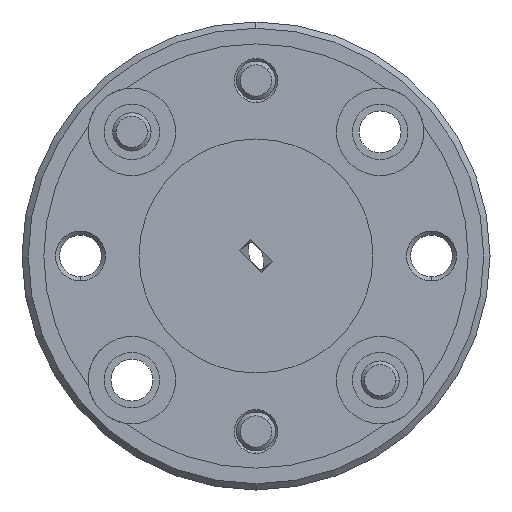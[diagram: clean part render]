
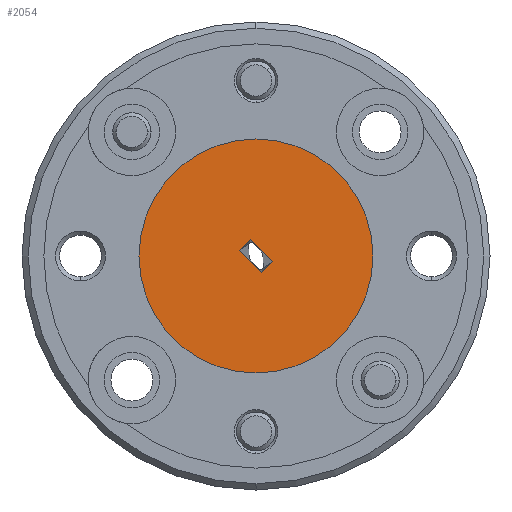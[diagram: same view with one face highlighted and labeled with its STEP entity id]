
A CAD part, left-side view. The second image highlights one B-rep face of the part: STEP entity #2054.
In plain terms, the highlighted planar face has unit normal (-1, 0, 0).
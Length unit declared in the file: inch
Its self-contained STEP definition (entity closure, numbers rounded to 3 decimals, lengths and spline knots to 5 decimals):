
#26 = LINE ( 'NONE', #2300, #314 ) ;
#107 = CARTESIAN_POINT ( 'NONE',  ( 3., 0.02705, 0.00902 ) ) ;
#124 = VERTEX_POINT ( 'NONE', #952 ) ;
#145 = PLANE ( 'NONE',  #2680 ) ;
#224 = VERTEX_POINT ( 'NONE', #2764 ) ;
#314 = VECTOR ( 'NONE', #3736, 39.37008 ) ;
#364 = LINE ( 'NONE', #3370, #3678 ) ;
#387 = ORIENTED_EDGE ( 'NONE', *, *, #1793, .F. ) ;
#413 = VERTEX_POINT ( 'NONE', #2489 ) ;
#590 = EDGE_LOOP ( 'NONE', ( #868, #387, #3321, #1436 ) ) ;
#601 = CIRCLE ( 'NONE', #2171, 0.1875 ) ;
#736 = LINE ( 'NONE', #1166, #2137 ) ;
#868 = ORIENTED_EDGE ( 'NONE', *, *, #3007, .F. ) ;
#893 = FACE_OUTER_BOUND ( 'NONE', #1170, .T. ) ;
#952 = CARTESIAN_POINT ( 'NONE',  ( 3., 0., 0.1875 ) ) ;
#1137 = DIRECTION ( 'NONE',  ( 0., 0.707, -0.707 ) ) ;
#1166 = CARTESIAN_POINT ( 'NONE',  ( 3., 0.00902, 0.02705 ) ) ;
#1170 = EDGE_LOOP ( 'NONE', ( #1579, #3796 ) ) ;
#1214 = EDGE_CURVE ( 'NONE', #413, #124, #601, .T. ) ;
#1436 = ORIENTED_EDGE ( 'NONE', *, *, #1920, .F. ) ;
#1579 = ORIENTED_EDGE ( 'NONE', *, *, #2743, .T. ) ;
#1581 = DIRECTION ( 'NONE',  ( 0., 1., 0. ) ) ;
#1611 = DIRECTION ( 'NONE',  ( 0., -0.707, -0.707 ) ) ;
#1699 = DIRECTION ( 'NONE',  ( 0., 0., 1. ) ) ;
#1734 = CARTESIAN_POINT ( 'NONE',  ( 3., 0., 0. ) ) ;
#1793 = EDGE_CURVE ( 'NONE', #4449, #3270, #736, .T. ) ;
#1920 = EDGE_CURVE ( 'NONE', #224, #3263, #3486, .T. ) ;
#1936 = CIRCLE ( 'NONE', #2583, 0.1875 ) ;
#2054 = ADVANCED_FACE ( 'NONE', ( #3451, #893 ), #145, .F. ) ;
#2137 = VECTOR ( 'NONE', #2229, 39.37008 ) ;
#2171 = AXIS2_PLACEMENT_3D ( 'NONE', #4738, #3219, #1699 ) ;
#2229 = DIRECTION ( 'NONE',  ( 0., 0.707, 0.707 ) ) ;
#2300 = CARTESIAN_POINT ( 'NONE',  ( 3., -0.00902, -0.02705 ) ) ;
#2321 = CARTESIAN_POINT ( 'NONE',  ( 3., 0.1875, 0. ) ) ;
#2489 = CARTESIAN_POINT ( 'NONE',  ( 3., 0., -0.1875 ) ) ;
#2531 = CARTESIAN_POINT ( 'NONE',  ( 3., 0.00902, 0.02705 ) ) ;
#2583 = AXIS2_PLACEMENT_3D ( 'NONE', #1734, #4690, #3251 ) ;
#2680 = AXIS2_PLACEMENT_3D ( 'NONE', #2321, #3805, #1581 ) ;
#2743 = EDGE_CURVE ( 'NONE', #124, #413, #1936, .T. ) ;
#2764 = CARTESIAN_POINT ( 'NONE',  ( 3., 0.02705, 0.00902 ) ) ;
#3007 = EDGE_CURVE ( 'NONE', #3270, #224, #364, .T. ) ;
#3219 = DIRECTION ( 'NONE',  ( -1., 0., 0. ) ) ;
#3251 = DIRECTION ( 'NONE',  ( 0., 0., 1. ) ) ;
#3263 = VERTEX_POINT ( 'NONE', #3308 ) ;
#3270 = VERTEX_POINT ( 'NONE', #2531 ) ;
#3308 = CARTESIAN_POINT ( 'NONE',  ( 3., -0.00902, -0.02705 ) ) ;
#3321 = ORIENTED_EDGE ( 'NONE', *, *, #4251, .F. ) ;
#3370 = CARTESIAN_POINT ( 'NONE',  ( 3., 0.02705, 0.00902 ) ) ;
#3451 = FACE_BOUND ( 'NONE', #590, .T. ) ;
#3486 = LINE ( 'NONE', #107, #4540 ) ;
#3678 = VECTOR ( 'NONE', #1137, 39.37008 ) ;
#3736 = DIRECTION ( 'NONE',  ( 0., -0.707, 0.707 ) ) ;
#3796 = ORIENTED_EDGE ( 'NONE', *, *, #1214, .T. ) ;
#3805 = DIRECTION ( 'NONE',  ( 1., 0., 0. ) ) ;
#4251 = EDGE_CURVE ( 'NONE', #3263, #4449, #26, .T. ) ;
#4449 = VERTEX_POINT ( 'NONE', #4527 ) ;
#4527 = CARTESIAN_POINT ( 'NONE',  ( 3., -0.02705, -0.00902 ) ) ;
#4540 = VECTOR ( 'NONE', #1611, 39.37008 ) ;
#4690 = DIRECTION ( 'NONE',  ( -1., 0., 0. ) ) ;
#4738 = CARTESIAN_POINT ( 'NONE',  ( 3., 0., 0. ) ) ;
